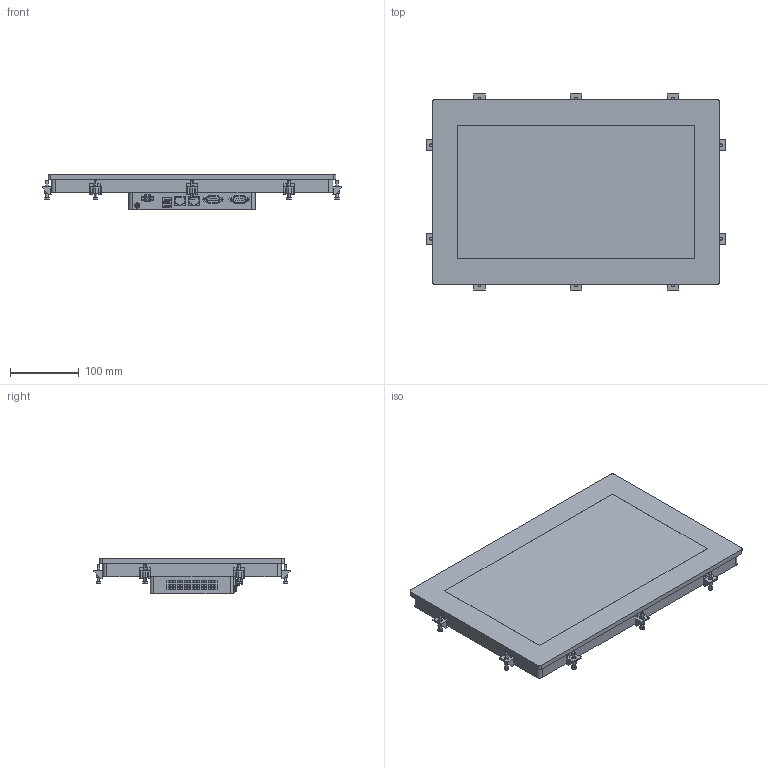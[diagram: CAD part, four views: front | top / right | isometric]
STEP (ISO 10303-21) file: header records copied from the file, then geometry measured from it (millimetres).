
FILE_DESCRIPTION(('CATIA V5 STEP Exchange','CAx-IF Rec.Pracs.--- Model Styling and Organization---1.4--- 2014-01-23'),'2;1');
FILE_NAME ('D1603938_0', '2024-03-07T06:41:00+00:00', ('none'), ('Weidmueller'), 'CATIA Version 5-6 Release 2016 SP3 HF44', 'CATIA V5 STEP AP214', 'none');
FILE_SCHEMA(('AUTOMOTIVE_DESIGN { 1 0 10303 214 1 1 1 1 }'));
Length unit declared in the file: millimetre
Products named in the file (1): S3D_UV66_ADV_15_CAP_W_V2
Bounding box: 436.72 x 286.02 x 52.4 mm (x, y, z)
Volume: 3533089.3 mm3; surface area: 300918.3 mm2
Topology: 1 solids, 1 shells, 1613 faces, 4117 edges, 2691 vertices
Faces by surface type: plane 1295, cylinder 240, extrusion 76, torus 2
Entity records: 46130 total; most frequent: CARTESIAN_POINT 9522, ORIENTED_EDGE 8234, DIRECTION 5197, EDGE_CURVE 4117, VECTOR 3227, LINE 3151, VERTEX_POINT 2691, EDGE_LOOP 1814
